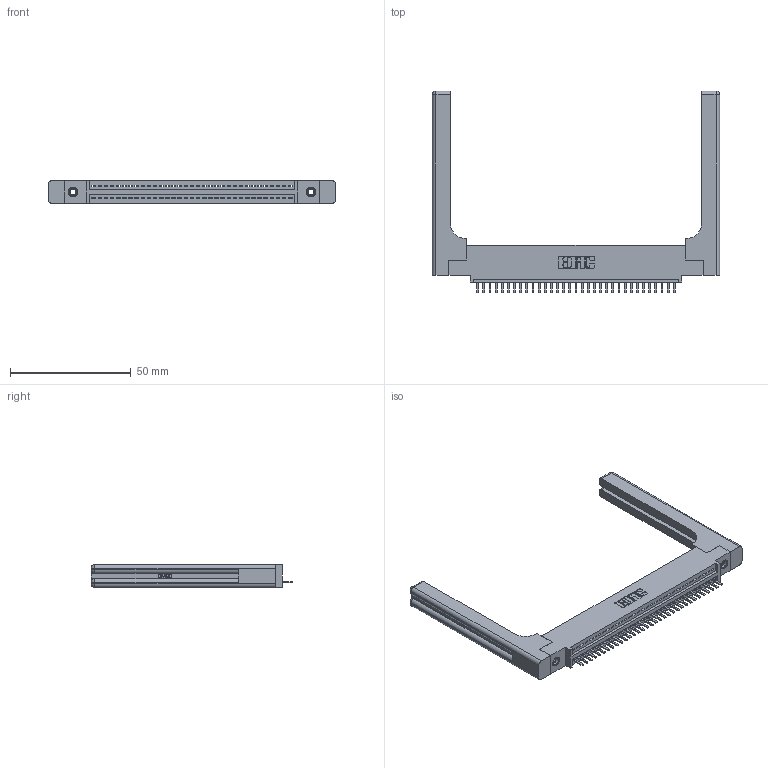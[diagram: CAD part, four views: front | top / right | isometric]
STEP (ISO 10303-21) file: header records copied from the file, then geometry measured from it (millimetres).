
FILE_DESCRIPTION (( 'STEP AP203' ), '1' );
FILE_NAME ('345-033-520-458.STEP', '2019-10-07T15:28:07', ( '' ), ( '' ), 'SwSTEP 2.0', 'SolidWorks 2016', '' );
FILE_SCHEMA (( 'CONFIG_CONTROL_DESIGN' ));
Length unit declared in the file: inch
Products named in the file (5): 345-033-520-458; 345-250-001_345-250-001-102; 345-292-001_345-293-120; 345-220-058_345-220-058; 345 Part_0.110 Offset - 0.156 Dia-TH
Assembly tree (38 placements, depth 2):
  345-033-520-458
    345 Part_0.110 Offset - 0.156 Dia-TH
    345-292-001_345-293-120  x33
    345-250-001_345-250-001-102  x2
    345-220-058_345-220-058  x2
Bounding box: 118.85 x 83.44 x 9.4 mm (x, y, z)
Volume: 19551.1 mm3; surface area: 19633.9 mm2
Topology: 38 solids, 38 shells, 2432 faces, 7091 edges, 4618 vertices
Faces by surface type: plane 1618, cylinder 754, bspline 36, cone 12, sphere 8, torus 4
Entity records: 31476 total; most frequent: CARTESIAN_POINT 6436, ORIENTED_EDGE 5188, DIRECTION 4568, EDGE_CURVE 2594, VECTOR 2234, LINE 2234, VERTEX_POINT 1718, AXIS2_PLACEMENT_3D 1167
